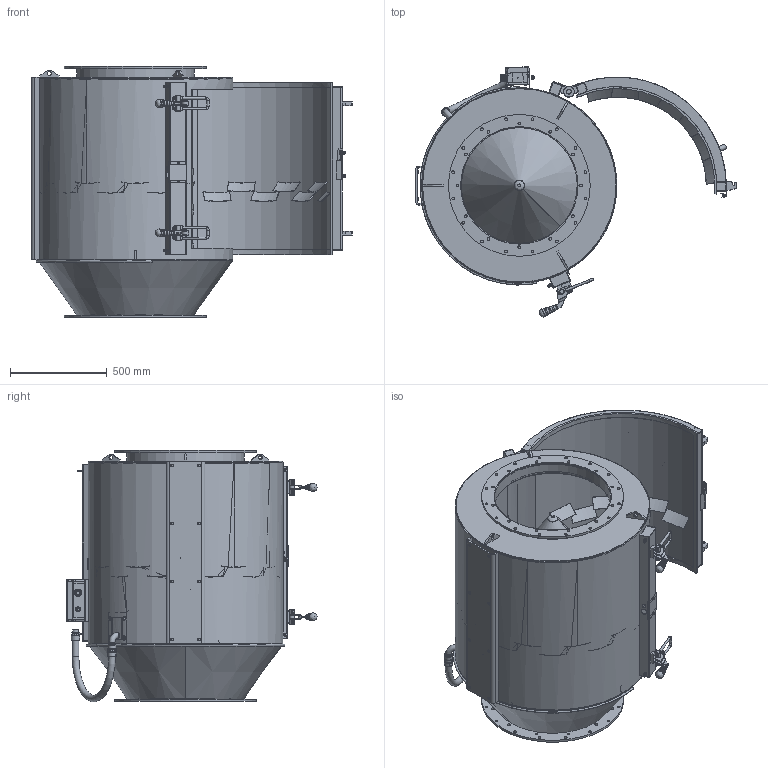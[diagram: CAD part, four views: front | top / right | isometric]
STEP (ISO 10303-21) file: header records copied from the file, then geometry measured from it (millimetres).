
FILE_DESCRIPTION(/* description */ (''),/* implementation_level */ '2;1');
FILE_NAME(/* name */ 'SPAB000067 - Customer.stp',/* time_stamp */ '2014-02-17T11:05:52+01:00',/* author */ ('bs'),/* organization */ (''),/* preprocessor_version */ 'ST-DEVELOPER v15.2',/* originating_system */ 'Autodesk Inventor 2014',/* authorisation */ '');
FILE_SCHEMA (('AUTOMOTIVE_DESIGN { 1 0 10303 214 3 1 1 }'));
Length unit declared in the file: millimetre
Products named in the file (1): SPAB000067 - Customer
Bounding box: 1659.91 x 1294.6 x 1302.38 mm (x, y, z)
Volume: 76163272.8 mm3; surface area: 17606157.6 mm2
Topology: 33 solids, 33 shells, 6833 faces, 18000 edges, 11691 vertices
Faces by surface type: plane 4114, bspline 1329, cylinder 813, cone 419, torus 135, sphere 23
Full cylindrical faces by diameter (mm): 2 x8, 2.459 x2, 3.242 x6, 3.3 x2, 3.5 x4, 4 x1, 4.917 x16, 5.459 x4, 6 x8, 6.5 x4, 7.5 x4, 8 x10, 8.4 x2, 10 x10, 10.106 x6, 11.053 x1, 11.5 x4, 11.6 x4, 12 x25, 13 x8, 13.5 x17, 14 x56, 14.376 x1, 14.5 x8, 15 x6, 16 x3, 17.2 x1, 18 x5, 18.376 x1, 19 x7
Entity records: 226140 total; most frequent: CARTESIAN_POINT 62318, ORIENTED_EDGE 34632, DIRECTION 27493, EDGE_CURVE 17285, VERTEX_POINT 11485, LINE 11183, VECTOR 11183, EDGE_LOOP 8170
